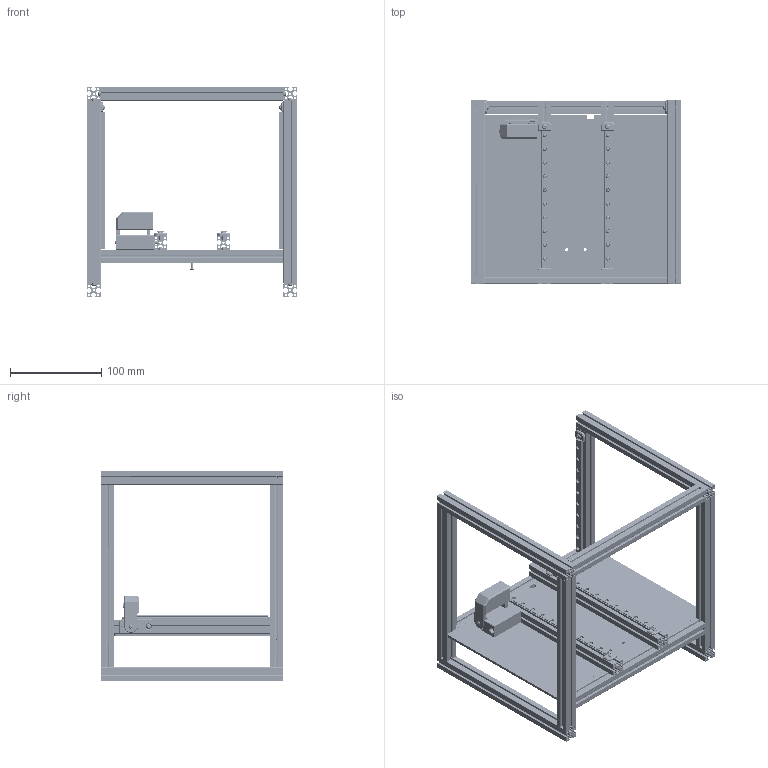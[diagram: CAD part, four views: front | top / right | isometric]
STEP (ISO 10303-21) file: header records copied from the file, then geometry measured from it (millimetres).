
FILE_DESCRIPTION(/* description */ (''),/* implementation_level */ '2;1');
FILE_NAME(/* name */ 'servo_clicky euklid.step',/* time_stamp */ '2023-02-14T18:48:39+01:00',/* author */ (''),/* organization */ (''),/* preprocessor_version */ 'ST-DEVELOPER v19.2',/* originating_system */ 'Autodesk Translation Framework v11.17.0.187',/* authorisation */ '');
FILE_SCHEMA (('AUTOMOTIVE_DESIGN { 1 0 10303 214 3 1 1 }'));
Products named in the file (47): tri-zero_servo_clicky; MG90S Servo; Case; Component3; Cutting Tool; Clicky Dock Euklid; M2x10 self tapping screw for plastic-1; M3x4_Threaded_Insert; M2.5x4 BHCS; euclid_bottom; D2F_F; COMPOUND; mag.pretty; mag.pretty_1; SOLID; SOLID (1); COMPOUND (1); Servo Mount; hardware; M3x6_BHCS; M3x35 BHCS-1; V0 Reference; Mid_Panel (1); Frame; MGN7_150mm; MGN7_150mm-1; MGN7_150mm-2; MGN7_150mm-3; MGN7-1; M2_Hex_Adapter_Parametric; M2_Hex_Nut; M2x6 BHCS-1; 1515_200mm-1; 1515_200mm-3; 1515_200mm-4; 1515_200mm-5; 1515_200mm-8; 1515_200mm-9; 1515_200mm-10; 1515_200mm-11 ...
Assembly tree (163 placements, depth 5):
  tri-zero_servo_clicky
    MG90S Servo
      Case
      Component3
      Cutting Tool
    Clicky Dock Euklid
      M2x10 self tapping screw for plastic-1  x2
      M3x4_Threaded_Insert
      M2.5x4 BHCS
      euclid_bottom
        D2F_F
          COMPOUND
        mag.pretty
          SOLID
          SOLID (1)
        mag.pretty_1
          SOLID
          SOLID (1)
        COMPOUND (1)
    Servo Mount
    hardware
      M3x6_BHCS  x2
      M3x35 BHCS-1
    V0 Reference
      Mid_Panel (1)
      Frame
        Railstops  x6
        MGN7_150mm
          MGN7-1
          M2_Hex_Adapter_Parametric
          M2_Hex_Nut  x10
          M2x6 BHCS-1  x10
        MGN7_150mm-1
          MGN7-1
          M2_Hex_Adapter_Parametric
          M2_Hex_Nut  x10
          M2x6 BHCS-1  x10
        MGN7_150mm-2
          MGN7-1
          M2_Hex_Adapter_Parametric
          M2_Hex_Nut  x10
          M2x6 BHCS-1  x10
        MGN7_150mm-3
          MGN7-1
          M2_Hex_Adapter_Parametric
          M2_Hex_Nut  x10
          M2x6 BHCS-1  x10
        1515_200mm-1
        1515_200mm-3
        1515_200mm-4
        1515_200mm-5
        1515_200mm-2  x3
        1515_200mm-8
        1515_200mm-9
        1515_200mm-10
        1515_200mm-11
        1515_200mm-15
        1515_200mm-16
        M3x8 BHCS-1 (1)  x20
        M3x6 BHCS-1  x4
Bounding box: 230.12 x 200 x 230 mm (x, y, z)
Volume: 466276.5 mm3; surface area: 543359.9 mm2
Topology: 152 solids, 152 shells, 6051 faces, 14876 edges, 9310 vertices
Faces by surface type: plane 2936, cylinder 1528, cone 1316, bspline 236, sphere 29, torus 6
Full cylindrical faces by diameter (mm): 1.2 x3, 1.28 x22, 1.571 x12, 1.6 x4, 1.8 x2, 2 x81, 2.184 x14, 2.2 x18, 2.4 x82, 2.5 x2, 2.54 x2, 2.55 x81, 3 x51, 3.2 x2, 3.4 x14, 3.75 x2, 3.8 x40, 4 x2, 4.2 x40, 4.3 x2, 4.56 x1, 4.6 x1, 5 x1, 5.05 x1, 5.16 x1, 5.56 x1, 5.7 x28, 5.8 x1, 6 x2, 6.35 x2
Entity records: 100746 total; most frequent: CARTESIAN_POINT 25478, ORIENTED_EDGE 15762, DIRECTION 15285, EDGE_CURVE 7881, VERTEX_POINT 5152, AXIS2_PLACEMENT_3D 5123, LINE 5039, VECTOR 5039
